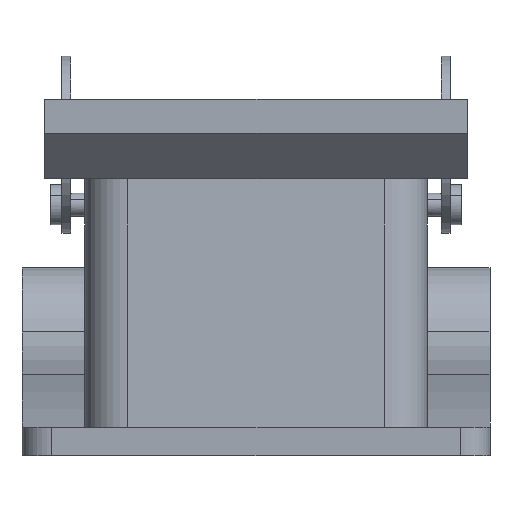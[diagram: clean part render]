
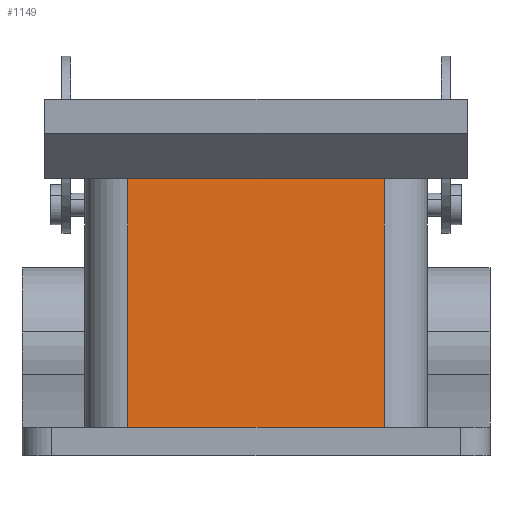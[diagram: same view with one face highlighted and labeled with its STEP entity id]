
A CAD part, left-side view. The second image highlights one B-rep face of the part: STEP entity #1149.
In plain terms, the highlighted planar face has unit normal (-0.999, 0, 0.044).
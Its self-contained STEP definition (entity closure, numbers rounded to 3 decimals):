
#1122=AXIS2_PLACEMENT_3D('Plane Axis2P3D',#1119,#1120,#1121) ;
#395=CARTESIAN_POINT('Line Origine',(19.5,41.,48.5)) ;
#399=CARTESIAN_POINT('Vertex',(19.5,63.5,48.5)) ;
#401=CARTESIAN_POINT('Vertex',(19.5,18.5,48.5)) ;
#1119=CARTESIAN_POINT('Axis2P3D Location',(19.5,41.,48.5)) ;
#1124=CARTESIAN_POINT('Line Origine',(18.55,18.5,26.75)) ;
#1128=CARTESIAN_POINT('Vertex',(17.601,18.5,5.)) ;
#1131=CARTESIAN_POINT('Line Origine',(18.55,63.5,26.75)) ;
#1135=CARTESIAN_POINT('Vertex',(17.601,63.5,5.)) ;
#1138=CARTESIAN_POINT('Line Origine',(17.601,41.,5.)) ;
#396=DIRECTION('Vector Direction',(0.,1.,0.)) ;
#1120=DIRECTION('Axis2P3D Direction',(-0.999,0.,0.044)) ;
#1121=DIRECTION('Axis2P3D XDirection',(0.,1.,0.)) ;
#1125=DIRECTION('Vector Direction',(-0.044,0.,-0.999)) ;
#1132=DIRECTION('Vector Direction',(-0.044,0.,-0.999)) ;
#1139=DIRECTION('Vector Direction',(0.,1.,0.)) ;
#397=VECTOR('Line Direction',#396,1.) ;
#1126=VECTOR('Line Direction',#1125,1.) ;
#1133=VECTOR('Line Direction',#1132,1.) ;
#1140=VECTOR('Line Direction',#1139,1.) ;
#1144=ORIENTED_EDGE('',*,*,#1130,.F.) ;
#1145=ORIENTED_EDGE('',*,*,#403,.F.) ;
#1146=ORIENTED_EDGE('',*,*,#1137,.F.) ;
#1147=ORIENTED_EDGE('',*,*,#1142,.F.) ;
#1149=ADVANCED_FACE('Housing',(#1148),#1123,.T.) ;
#403=EDGE_CURVE('',#400,#402,#398,.F.) ;
#1130=EDGE_CURVE('',#402,#1129,#1127,.T.) ;
#1137=EDGE_CURVE('',#1136,#400,#1134,.F.) ;
#1142=EDGE_CURVE('',#1129,#1136,#1141,.T.) ;
#1143=EDGE_LOOP('',(#1144,#1145,#1146,#1147)) ;
#1148=FACE_OUTER_BOUND('',#1143,.T.) ;
#398=LINE('Line',#395,#397) ;
#1127=LINE('Line',#1124,#1126) ;
#1134=LINE('Line',#1131,#1133) ;
#1141=LINE('Line',#1138,#1140) ;
#1123=PLANE('',#1122) ;
#400=VERTEX_POINT('',#399) ;
#402=VERTEX_POINT('',#401) ;
#1129=VERTEX_POINT('',#1128) ;
#1136=VERTEX_POINT('',#1135) ;
